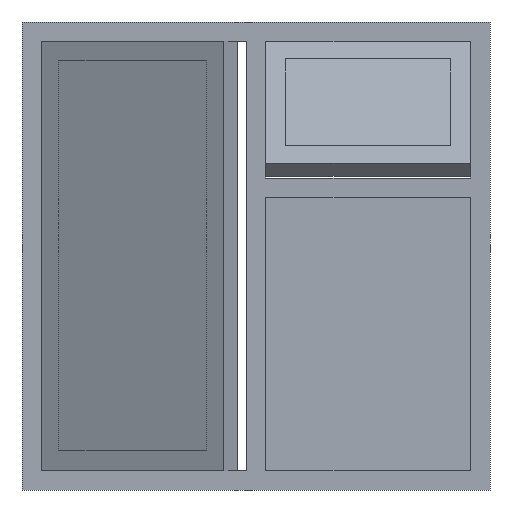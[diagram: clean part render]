
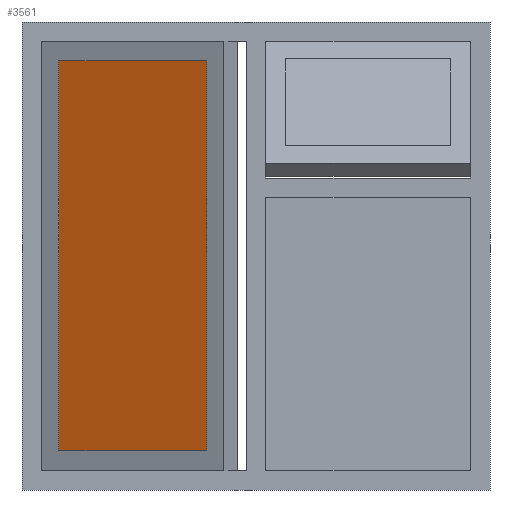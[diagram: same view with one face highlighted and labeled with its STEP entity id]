
A CAD part, front view. The second image highlights one B-rep face of the part: STEP entity #3561.
In plain terms, the highlighted planar face has unit normal (-0.454, -0.891, 0).
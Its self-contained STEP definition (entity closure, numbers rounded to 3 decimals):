
#3252 = VERTEX_POINT('',#3253);
#3253 = CARTESIAN_POINT('',(94.55,-22.7,100.));
#3262 = PLANE('',#3263);
#3263 = AXIS2_PLACEMENT_3D('',#3264,#3265,#3266);
#3264 = CARTESIAN_POINT('',(94.55,-22.7,100.));
#3265 = DIRECTION('',(0.,0.,-1.));
#3266 = DIRECTION('',(0.891,-0.454,0.)
  );
#3274 = PLANE('',#3275);
#3275 = AXIS2_PLACEMENT_3D('',#3276,#3277,#3278);
#3276 = CARTESIAN_POINT('',(94.55,-22.7,1100.));
#3277 = DIRECTION('',(-0.891,0.454,0.)
  );
#3278 = DIRECTION('',(0.,0.,-1.));
#3315 = VERTEX_POINT('',#3316);
#3316 = CARTESIAN_POINT('',(473.228,-215.645,100.));
#3330 = PLANE('',#3331);
#3331 = AXIS2_PLACEMENT_3D('',#3332,#3333,#3334);
#3332 = CARTESIAN_POINT('',(473.228,-215.645,100.));
#3333 = DIRECTION('',(0.891,-0.454,0.)
  );
#3334 = DIRECTION('',(0.,0.,1.));
#3342 = EDGE_CURVE('',#3252,#3315,#3343,.T.);
#3343 = SURFACE_CURVE('',#3344,(#3348,#3355),.PCURVE_S1.);
#3344 = LINE('',#3345,#3346);
#3345 = CARTESIAN_POINT('',(94.55,-22.7,100.));
#3346 = VECTOR('',#3347,1.);
#3347 = DIRECTION('',(0.891,-0.454,0.)
  );
#3348 = PCURVE('',#3262,#3349);
#3349 = DEFINITIONAL_REPRESENTATION('',(#3350),#3354);
#3350 = LINE('',#3351,#3352);
#3351 = CARTESIAN_POINT('',(0.,0.));
#3352 = VECTOR('',#3353,1.);
#3353 = DIRECTION('',(1.,0.));
#3354 = ( GEOMETRIC_REPRESENTATION_CONTEXT(2) 
PARAMETRIC_REPRESENTATION_CONTEXT() REPRESENTATION_CONTEXT('2D SPACE',''
  ) );
#3355 = PCURVE('',#3356,#3361);
#3356 = PLANE('',#3357);
#3357 = AXIS2_PLACEMENT_3D('',#3358,#3359,#3360);
#3358 = CARTESIAN_POINT('',(283.889,-119.173,600.));
#3359 = DIRECTION('',(-0.454,-0.891,0.)
  );
#3360 = DIRECTION('',(0.,0.,-1.));
#3361 = DEFINITIONAL_REPRESENTATION('',(#3362),#3366);
#3362 = LINE('',#3363,#3364);
#3363 = CARTESIAN_POINT('',(500.,-212.5));
#3364 = VECTOR('',#3365,1.);
#3365 = DIRECTION('',(0.,1.));
#3366 = ( GEOMETRIC_REPRESENTATION_CONTEXT(2) 
PARAMETRIC_REPRESENTATION_CONTEXT() REPRESENTATION_CONTEXT('2D SPACE',''
  ) );
#3396 = VERTEX_POINT('',#3397);
#3397 = CARTESIAN_POINT('',(473.228,-215.645,1100.));
#3411 = PLANE('',#3412);
#3412 = AXIS2_PLACEMENT_3D('',#3413,#3414,#3415);
#3413 = CARTESIAN_POINT('',(473.228,-215.645,1100.));
#3414 = DIRECTION('',(0.,0.,1.));
#3415 = DIRECTION('',(-0.891,0.454,0.)
  );
#3423 = EDGE_CURVE('',#3315,#3396,#3424,.T.);
#3424 = SURFACE_CURVE('',#3425,(#3429,#3436),.PCURVE_S1.);
#3425 = LINE('',#3426,#3427);
#3426 = CARTESIAN_POINT('',(473.228,-215.645,100.));
#3427 = VECTOR('',#3428,1.);
#3428 = DIRECTION('',(0.,0.,1.));
#3429 = PCURVE('',#3330,#3430);
#3430 = DEFINITIONAL_REPRESENTATION('',(#3431),#3435);
#3431 = LINE('',#3432,#3433);
#3432 = CARTESIAN_POINT('',(0.,0.));
#3433 = VECTOR('',#3434,1.);
#3434 = DIRECTION('',(1.,0.));
#3435 = ( GEOMETRIC_REPRESENTATION_CONTEXT(2) 
PARAMETRIC_REPRESENTATION_CONTEXT() REPRESENTATION_CONTEXT('2D SPACE',''
  ) );
#3436 = PCURVE('',#3356,#3437);
#3437 = DEFINITIONAL_REPRESENTATION('',(#3438),#3442);
#3438 = LINE('',#3439,#3440);
#3439 = CARTESIAN_POINT('',(500.,212.5));
#3440 = VECTOR('',#3441,1.);
#3441 = DIRECTION('',(-1.,0.));
#3442 = ( GEOMETRIC_REPRESENTATION_CONTEXT(2) 
PARAMETRIC_REPRESENTATION_CONTEXT() REPRESENTATION_CONTEXT('2D SPACE',''
  ) );
#3472 = VERTEX_POINT('',#3473);
#3473 = CARTESIAN_POINT('',(94.55,-22.7,1100.));
#3494 = EDGE_CURVE('',#3396,#3472,#3495,.T.);
#3495 = SURFACE_CURVE('',#3496,(#3500,#3507),.PCURVE_S1.);
#3496 = LINE('',#3497,#3498);
#3497 = CARTESIAN_POINT('',(473.228,-215.645,1100.));
#3498 = VECTOR('',#3499,1.);
#3499 = DIRECTION('',(-0.891,0.454,0.)
  );
#3500 = PCURVE('',#3411,#3501);
#3501 = DEFINITIONAL_REPRESENTATION('',(#3502),#3506);
#3502 = LINE('',#3503,#3504);
#3503 = CARTESIAN_POINT('',(0.,0.));
#3504 = VECTOR('',#3505,1.);
#3505 = DIRECTION('',(1.,0.));
#3506 = ( GEOMETRIC_REPRESENTATION_CONTEXT(2) 
PARAMETRIC_REPRESENTATION_CONTEXT() REPRESENTATION_CONTEXT('2D SPACE',''
  ) );
#3507 = PCURVE('',#3356,#3508);
#3508 = DEFINITIONAL_REPRESENTATION('',(#3509),#3513);
#3509 = LINE('',#3510,#3511);
#3510 = CARTESIAN_POINT('',(-500.,212.5));
#3511 = VECTOR('',#3512,1.);
#3512 = DIRECTION('',(-0.,-1.));
#3513 = ( GEOMETRIC_REPRESENTATION_CONTEXT(2) 
PARAMETRIC_REPRESENTATION_CONTEXT() REPRESENTATION_CONTEXT('2D SPACE',''
  ) );
#3541 = EDGE_CURVE('',#3472,#3252,#3542,.T.);
#3542 = SURFACE_CURVE('',#3543,(#3547,#3554),.PCURVE_S1.);
#3543 = LINE('',#3544,#3545);
#3544 = CARTESIAN_POINT('',(94.55,-22.7,1100.));
#3545 = VECTOR('',#3546,1.);
#3546 = DIRECTION('',(0.,0.,-1.));
#3547 = PCURVE('',#3274,#3548);
#3548 = DEFINITIONAL_REPRESENTATION('',(#3549),#3553);
#3549 = LINE('',#3550,#3551);
#3550 = CARTESIAN_POINT('',(0.,0.));
#3551 = VECTOR('',#3552,1.);
#3552 = DIRECTION('',(1.,0.));
#3553 = ( GEOMETRIC_REPRESENTATION_CONTEXT(2) 
PARAMETRIC_REPRESENTATION_CONTEXT() REPRESENTATION_CONTEXT('2D SPACE',''
  ) );
#3554 = PCURVE('',#3356,#3555);
#3555 = DEFINITIONAL_REPRESENTATION('',(#3556),#3560);
#3556 = LINE('',#3557,#3558);
#3557 = CARTESIAN_POINT('',(-500.,-212.5));
#3558 = VECTOR('',#3559,1.);
#3559 = DIRECTION('',(1.,0.));
#3560 = ( GEOMETRIC_REPRESENTATION_CONTEXT(2) 
PARAMETRIC_REPRESENTATION_CONTEXT() REPRESENTATION_CONTEXT('2D SPACE',''
  ) );
#3561 = ADVANCED_FACE('',(#3562),#3356,.T.);
#3562 = FACE_BOUND('',#3563,.T.);
#3563 = EDGE_LOOP('',(#3564,#3565,#3566,#3567));
#3564 = ORIENTED_EDGE('',*,*,#3342,.T.);
#3565 = ORIENTED_EDGE('',*,*,#3423,.T.);
#3566 = ORIENTED_EDGE('',*,*,#3494,.T.);
#3567 = ORIENTED_EDGE('',*,*,#3541,.T.);
